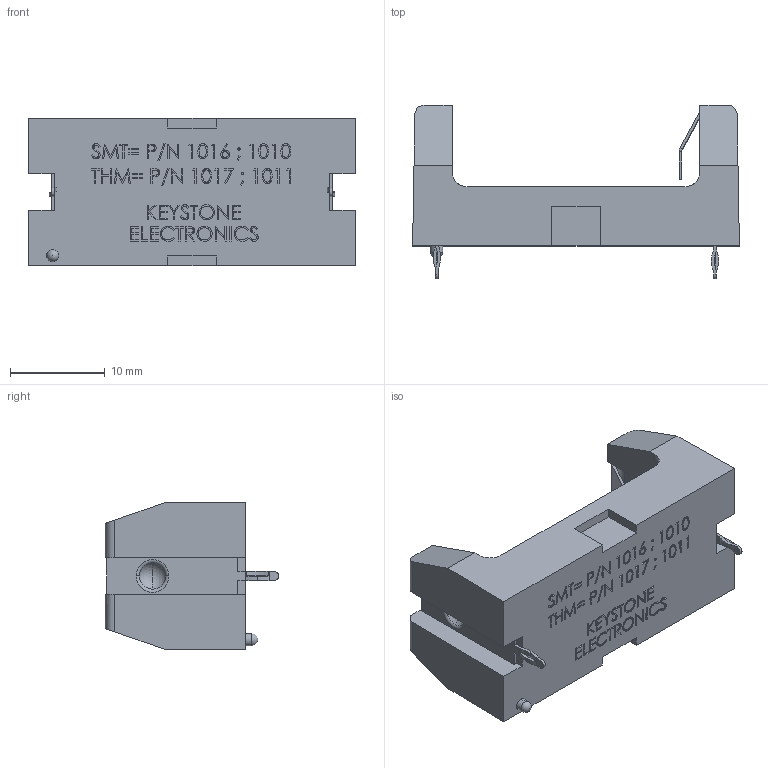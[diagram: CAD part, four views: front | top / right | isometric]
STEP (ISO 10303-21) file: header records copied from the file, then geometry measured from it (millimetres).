
FILE_DESCRIPTION (( 'STEP AP214' ), '1' );
FILE_NAME ('1011.STEP', '2013-03-27T15:40:39', ( 'Richard Maletta' ), ( '' ), 'SwSTEP 2.0', 'SolidWorks 2009', '' );
FILE_SCHEMA (( 'AUTOMOTIVE_DESIGN' ));
Length unit declared in the file: millimetre
Products named in the file (1): 1011
Bounding box: 34.53 x 18.34 x 15.54 mm (x, y, z)
Surface area: 3134.7 mm2 (no closed solid volume)
Topology: 0 solids, 5 shells, 639 faces, 1937 edges, 1302 vertices
Faces by surface type: plane 445, bspline 158, cylinder 27, sphere 5, torus 4
Entity records: 37928 total; most frequent: CARTESIAN_POINT 14780, ORIENTED_EDGE 3520, DIRECTION 2626, EDGE_CURVE 1934, VECTOR 1526, LINE 1526, VERTEX_POINT 1300, EDGE_LOOP 712
